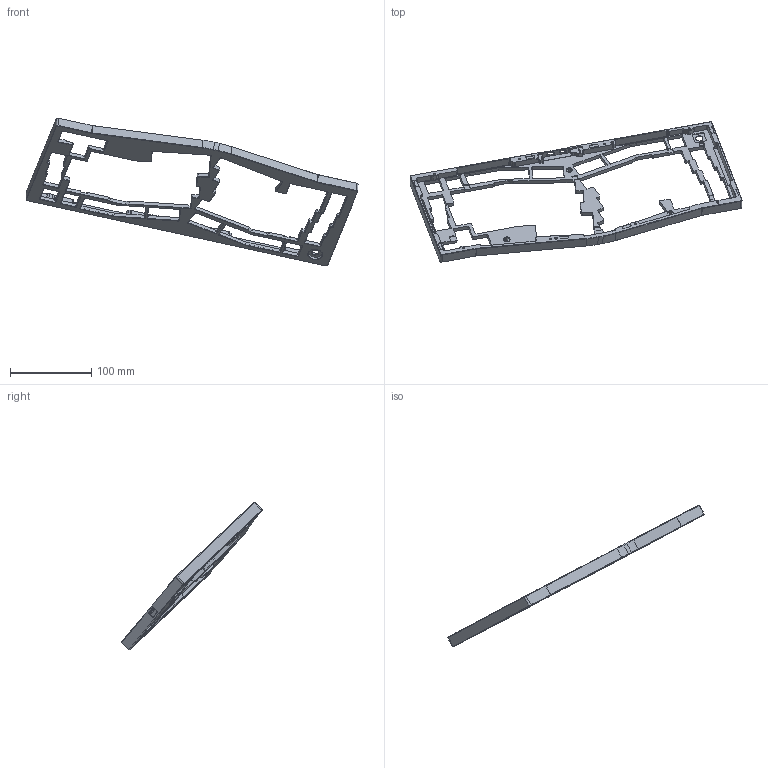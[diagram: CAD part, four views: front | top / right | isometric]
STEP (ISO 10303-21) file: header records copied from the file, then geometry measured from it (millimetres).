
FILE_DESCRIPTION((''),'2;1');
FILE_NAME('Q10_TOP-UK_2_2_1_12_7','2024-05-20T17:16:37',('fzk'),(''),'CREO PARAMETRIC BY PTC INC, 2023073','CREO PARAMETRIC BY PTC INC, 2023073','');
FILE_SCHEMA(('CONFIG_CONTROL_DESIGN'));
Length unit declared in the file: millimetre
Products named in the file (1): Q10_TOP-UK_2_2_1_12_7
Bounding box: 408.08 x 172.79 x 181.75 mm (x, y, z)
Volume: 142033.3 mm3; surface area: 78730.6 mm2
Topology: 1 solids, 1 shells, 946 faces, 2617 edges, 1697 vertices
Faces by surface type: plane 454, cylinder 320, cone 169, extrusion 3
Entity records: 30537 total; most frequent: CARTESIAN_POINT 5517, DIRECTION 5404, ORIENTED_EDGE 5234, EDGE_CURVE 2617, AXIS2_PLACEMENT_3D 1894, VERTEX_POINT 1697, VECTOR 1616, LINE 1613
